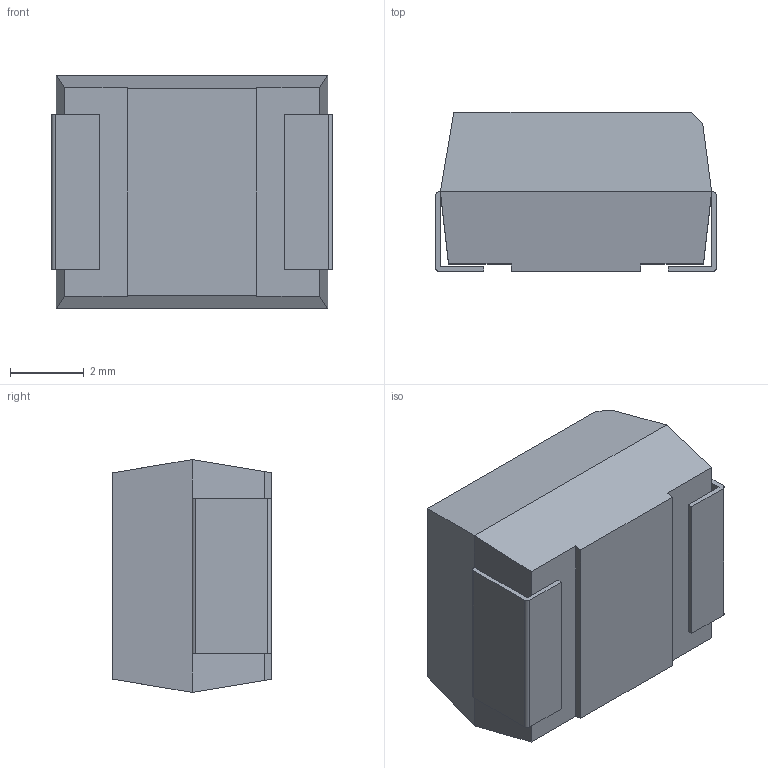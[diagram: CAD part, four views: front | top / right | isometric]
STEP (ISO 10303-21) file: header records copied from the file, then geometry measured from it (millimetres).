
FILE_DESCRIPTION (( 'STEP AP214' ), '1' );
FILE_NAME ('CTSM_TCM2NBKRP_7360_L7.6W6.3H4.3T0.13S1.3F4.2A3.8E3.5G3.5X0.2.STEP', '2022-03-02T20:50:37', ( '' ), ( '' ), 'SwSTEP 2.0', 'SolidWorks 2020', '' );
FILE_SCHEMA (( 'AUTOMOTIVE_DESIGN' ));
Length unit declared in the file: millimetre
Products named in the file (1): CTSM_TCM2NBKRP_7360_L7.6W6.3H4.3T0.13S1.3F4.2A3.8E3.5G3.5X0.2
Bounding box: 7.6 x 4.3 x 6.3 mm (x, y, z)
Volume: 180 mm3; surface area: 245.7 mm2
Topology: 4 solids, 4 shells, 94 faces, 250 edges, 164 vertices
Faces by surface type: plane 90, cylinder 4
Entity records: 3326 total; most frequent: CARTESIAN_POINT 509, ORIENTED_EDGE 500, DIRECTION 448, EDGE_CURVE 250, VECTOR 242, LINE 242, VERTEX_POINT 164, AXIS2_PLACEMENT_3D 103
